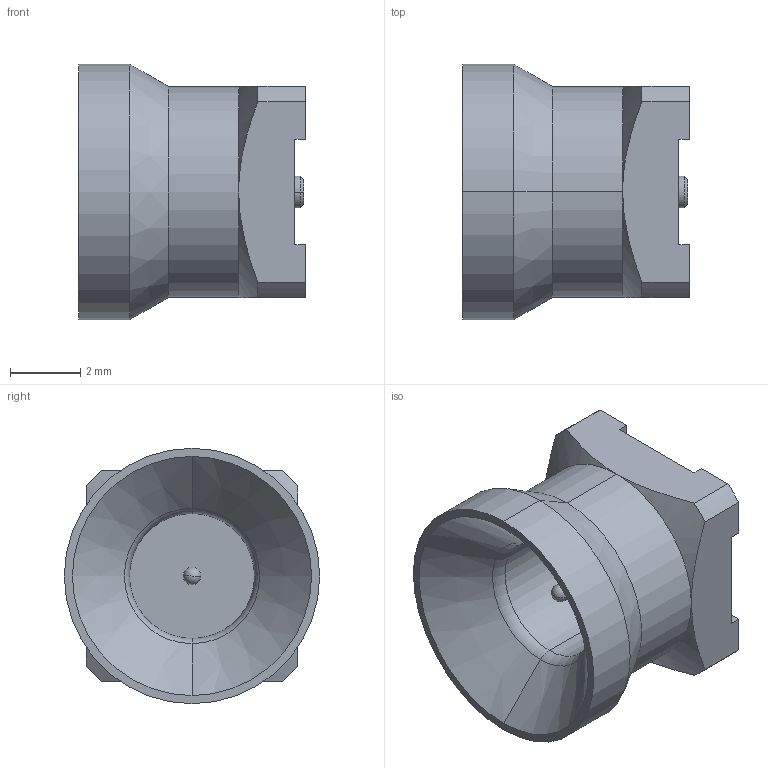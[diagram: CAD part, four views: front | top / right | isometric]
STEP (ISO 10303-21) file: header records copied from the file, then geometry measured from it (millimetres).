
FILE_DESCRIPTION((''),'2;1');
FILE_NAME('920-501J-53P_SW0001','2019-12-05T',('Vijayaragavan'),(''),'CREO PARAMETRIC BY PTC INC, 2018360','CREO PARAMETRIC BY PTC INC, 2018360','');
FILE_SCHEMA(('CONFIG_CONTROL_DESIGN'));
Length unit declared in the file: millimetre
Products named in the file (1): 920-501J-53P_SW0001
Bounding box: 6.45 x 7.26 x 7.26 mm (x, y, z)
Volume: 144.7 mm3; surface area: 273.5 mm2
Topology: 1 solids, 1 shells, 55 faces, 132 edges, 81 vertices
Faces by surface type: plane 21, cylinder 18, cone 12, torus 2, sphere 2
Entity records: 1696 total; most frequent: CARTESIAN_POINT 360, DIRECTION 284, ORIENTED_EDGE 260, EDGE_CURVE 130, AXIS2_PLACEMENT_3D 107, VERTEX_POINT 81, VECTOR 70, LINE 70
